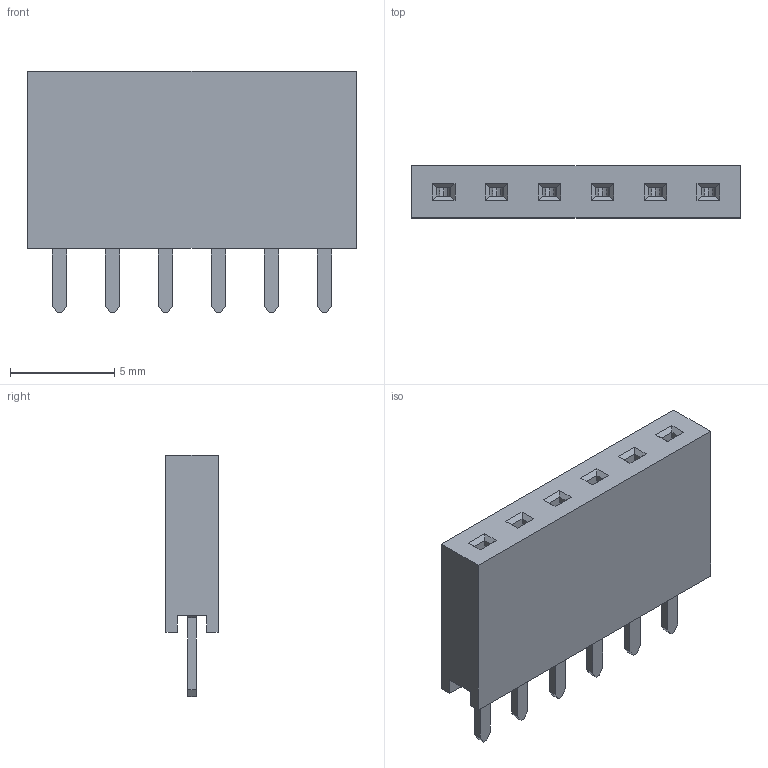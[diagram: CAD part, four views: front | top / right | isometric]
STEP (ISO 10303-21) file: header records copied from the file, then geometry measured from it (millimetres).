
FILE_DESCRIPTION(('FreeCAD Model'),'2;1');
FILE_NAME('Assem1_cp.step', '2019-03-21T09:16:49',('kicad StepUp'),('ksu MCAD'), 'Open CASCADE STEP processor 7.2','FreeCAD','Unknown');
FILE_SCHEMA(('AUTOMOTIVE_DESIGN { 1 0 10303 214 1 1 1 1 }'));
Length unit declared in the file: millimetre
Products named in the file (1): Assem1_cp
Bounding box: 15.74 x 2.5 x 11.6 mm (x, y, z)
Volume: 304.1 mm3; surface area: 812.5 mm2
Topology: 7 solids, 7 shells, 232 faces, 630 edges, 412 vertices
Faces by surface type: plane 208, cylinder 12, extrusion 12
Entity records: 17261 total; most frequent: CARTESIAN_POINT 2979, DIRECTION 2296, VECTOR 1806, LINE 1794, ORIENTED_EDGE 1260, PCURVE 1260, DEFINITIONAL_REPRESENTATION 1260, EDGE_CURVE 630
